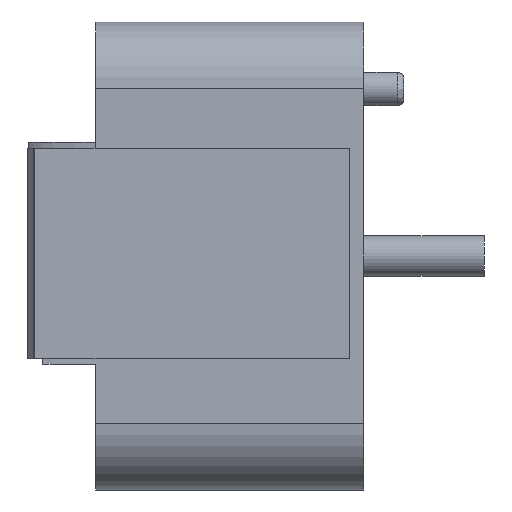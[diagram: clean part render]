
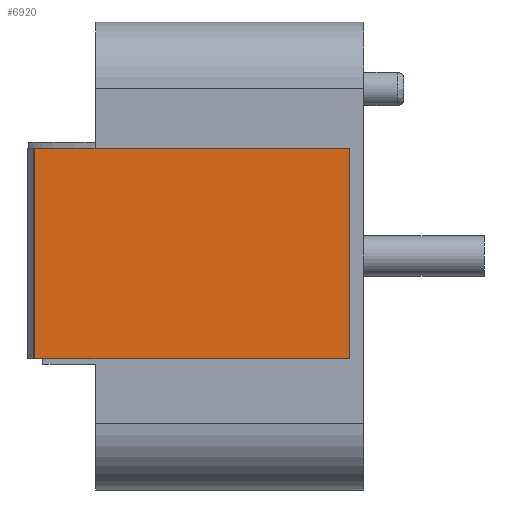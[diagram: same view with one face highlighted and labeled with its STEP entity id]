
A CAD part, left-side view. The second image highlights one B-rep face of the part: STEP entity #6920.
In plain terms, the highlighted planar face has unit normal (-1, 0, 0).
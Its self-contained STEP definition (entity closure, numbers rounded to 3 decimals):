
#6008 = PLANE('',#6009);
#6009 = AXIS2_PLACEMENT_3D('',#6010,#6011,#6012);
#6010 = CARTESIAN_POINT('',(2.041,18.831,
    37.192));
#6011 = DIRECTION('',(0.,0.,1.));
#6012 = DIRECTION('',(1.,0.,0.));
#6112 = PLANE('',#6113);
#6113 = AXIS2_PLACEMENT_3D('',#6114,#6115,#6116);
#6114 = CARTESIAN_POINT('',(2.041,18.831,
    29.192));
#6115 = DIRECTION('',(0.,0.,1.));
#6116 = DIRECTION('',(1.,0.,0.));
#6180 = VERTEX_POINT('',#6181);
#6181 = CARTESIAN_POINT('',(-2.382,28.289,
    37.192));
#6195 = PLANE('',#6196);
#6196 = AXIS2_PLACEMENT_3D('',#6197,#6198,#6199);
#6197 = CARTESIAN_POINT('',(-2.382,28.289,
    29.192));
#6198 = DIRECTION('',(0.006,-1.,
    0.));
#6199 = DIRECTION('',(-1.,-0.006,
    0.));
#6207 = EDGE_CURVE('',#6180,#6208,#6210,.T.);
#6208 = VERTEX_POINT('',#6209);
#6209 = CARTESIAN_POINT('',(-2.382,16.323,
    37.192));
#6210 = SURFACE_CURVE('',#6211,(#6215,#6222),.PCURVE_S1.);
#6211 = LINE('',#6212,#6213);
#6212 = CARTESIAN_POINT('',(-2.382,18.831,
    37.192));
#6213 = VECTOR('',#6214,1.);
#6214 = DIRECTION('',(0.,-1.,0.));
#6215 = PCURVE('',#6008,#6216);
#6216 = DEFINITIONAL_REPRESENTATION('',(#6217),#6221);
#6217 = LINE('',#6218,#6219);
#6218 = CARTESIAN_POINT('',(-4.424,0.));
#6219 = VECTOR('',#6220,1.);
#6220 = DIRECTION('',(0.,-1.));
#6221 = ( GEOMETRIC_REPRESENTATION_CONTEXT(2) 
PARAMETRIC_REPRESENTATION_CONTEXT() REPRESENTATION_CONTEXT('2D SPACE',''
  ) );
#6222 = PCURVE('',#6223,#6228);
#6223 = PLANE('',#6224);
#6224 = AXIS2_PLACEMENT_3D('',#6225,#6226,#6227);
#6225 = CARTESIAN_POINT('',(-2.382,16.323,
    29.192));
#6226 = DIRECTION('',(1.,0.,0.));
#6227 = DIRECTION('',(0.,-1.,0.));
#6228 = DEFINITIONAL_REPRESENTATION('',(#6229),#6233);
#6229 = LINE('',#6230,#6231);
#6230 = CARTESIAN_POINT('',(-2.508,-8.));
#6231 = VECTOR('',#6232,1.);
#6232 = DIRECTION('',(1.,0.));
#6233 = ( GEOMETRIC_REPRESENTATION_CONTEXT(2) 
PARAMETRIC_REPRESENTATION_CONTEXT() REPRESENTATION_CONTEXT('2D SPACE',''
  ) );
#6251 = PLANE('',#6252);
#6252 = AXIS2_PLACEMENT_3D('',#6253,#6254,#6255);
#6253 = CARTESIAN_POINT('',(-2.082,16.323,
    29.192));
#6254 = DIRECTION('',(0.,1.,0.));
#6255 = DIRECTION('',(1.,0.,0.));
#6594 = EDGE_CURVE('',#6595,#6597,#6599,.T.);
#6595 = VERTEX_POINT('',#6596);
#6596 = CARTESIAN_POINT('',(-2.382,28.289,
    29.192));
#6597 = VERTEX_POINT('',#6598);
#6598 = CARTESIAN_POINT('',(-2.382,16.323,
    29.192));
#6599 = SURFACE_CURVE('',#6600,(#6604,#6611),.PCURVE_S1.);
#6600 = LINE('',#6601,#6602);
#6601 = CARTESIAN_POINT('',(-2.382,18.831,
    29.192));
#6602 = VECTOR('',#6603,1.);
#6603 = DIRECTION('',(0.,-1.,0.));
#6604 = PCURVE('',#6112,#6605);
#6605 = DEFINITIONAL_REPRESENTATION('',(#6606),#6610);
#6606 = LINE('',#6607,#6608);
#6607 = CARTESIAN_POINT('',(-4.424,0.));
#6608 = VECTOR('',#6609,1.);
#6609 = DIRECTION('',(0.,-1.));
#6610 = ( GEOMETRIC_REPRESENTATION_CONTEXT(2) 
PARAMETRIC_REPRESENTATION_CONTEXT() REPRESENTATION_CONTEXT('2D SPACE',''
  ) );
#6611 = PCURVE('',#6223,#6612);
#6612 = DEFINITIONAL_REPRESENTATION('',(#6613),#6617);
#6613 = LINE('',#6614,#6615);
#6614 = CARTESIAN_POINT('',(-2.508,0.));
#6615 = VECTOR('',#6616,1.);
#6616 = DIRECTION('',(1.,0.));
#6617 = ( GEOMETRIC_REPRESENTATION_CONTEXT(2) 
PARAMETRIC_REPRESENTATION_CONTEXT() REPRESENTATION_CONTEXT('2D SPACE',''
  ) );
#6920 = ADVANCED_FACE('',(#6921),#6223,.F.);
#6921 = FACE_BOUND('',#6922,.T.);
#6922 = EDGE_LOOP('',(#6923,#6944,#6945,#6966));
#6923 = ORIENTED_EDGE('',*,*,#6924,.F.);
#6924 = EDGE_CURVE('',#6595,#6180,#6925,.T.);
#6925 = SURFACE_CURVE('',#6926,(#6930,#6937),.PCURVE_S1.);
#6926 = LINE('',#6927,#6928);
#6927 = CARTESIAN_POINT('',(-2.382,28.289,
    29.192));
#6928 = VECTOR('',#6929,1.);
#6929 = DIRECTION('',(0.,0.,1.));
#6930 = PCURVE('',#6223,#6931);
#6931 = DEFINITIONAL_REPRESENTATION('',(#6932),#6936);
#6932 = LINE('',#6933,#6934);
#6933 = CARTESIAN_POINT('',(-11.966,0.));
#6934 = VECTOR('',#6935,1.);
#6935 = DIRECTION('',(0.,-1.));
#6936 = ( GEOMETRIC_REPRESENTATION_CONTEXT(2) 
PARAMETRIC_REPRESENTATION_CONTEXT() REPRESENTATION_CONTEXT('2D SPACE',''
  ) );
#6937 = PCURVE('',#6195,#6938);
#6938 = DEFINITIONAL_REPRESENTATION('',(#6939),#6943);
#6939 = LINE('',#6940,#6941);
#6940 = CARTESIAN_POINT('',(0.,0.));
#6941 = VECTOR('',#6942,1.);
#6942 = DIRECTION('',(0.,-1.));
#6943 = ( GEOMETRIC_REPRESENTATION_CONTEXT(2) 
PARAMETRIC_REPRESENTATION_CONTEXT() REPRESENTATION_CONTEXT('2D SPACE',''
  ) );
#6944 = ORIENTED_EDGE('',*,*,#6594,.T.);
#6945 = ORIENTED_EDGE('',*,*,#6946,.F.);
#6946 = EDGE_CURVE('',#6208,#6597,#6947,.T.);
#6947 = SURFACE_CURVE('',#6948,(#6952,#6959),.PCURVE_S1.);
#6948 = LINE('',#6949,#6950);
#6949 = CARTESIAN_POINT('',(-2.382,16.323,
    29.192));
#6950 = VECTOR('',#6951,1.);
#6951 = DIRECTION('',(0.,0.,-1.));
#6952 = PCURVE('',#6223,#6953);
#6953 = DEFINITIONAL_REPRESENTATION('',(#6954),#6958);
#6954 = LINE('',#6955,#6956);
#6955 = CARTESIAN_POINT('',(0.,0.));
#6956 = VECTOR('',#6957,1.);
#6957 = DIRECTION('',(0.,1.));
#6958 = ( GEOMETRIC_REPRESENTATION_CONTEXT(2) 
PARAMETRIC_REPRESENTATION_CONTEXT() REPRESENTATION_CONTEXT('2D SPACE',''
  ) );
#6959 = PCURVE('',#6251,#6960);
#6960 = DEFINITIONAL_REPRESENTATION('',(#6961),#6965);
#6961 = LINE('',#6962,#6963);
#6962 = CARTESIAN_POINT('',(-0.3,0.));
#6963 = VECTOR('',#6964,1.);
#6964 = DIRECTION('',(0.,1.));
#6965 = ( GEOMETRIC_REPRESENTATION_CONTEXT(2) 
PARAMETRIC_REPRESENTATION_CONTEXT() REPRESENTATION_CONTEXT('2D SPACE',''
  ) );
#6966 = ORIENTED_EDGE('',*,*,#6207,.F.);
